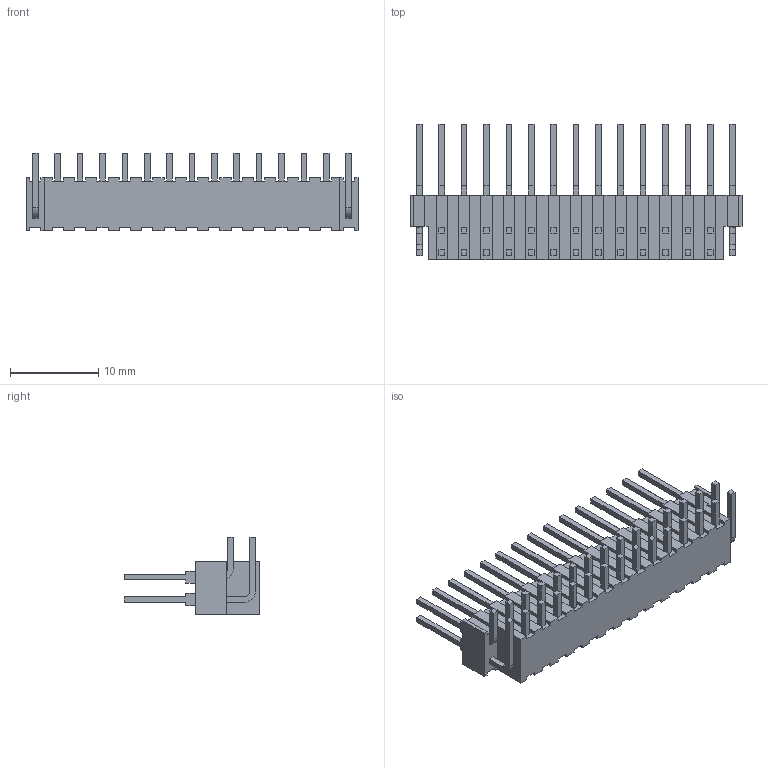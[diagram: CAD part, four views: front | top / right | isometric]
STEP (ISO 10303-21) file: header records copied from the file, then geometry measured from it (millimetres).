
FILE_DESCRIPTION(/* description */ (''),/* implementation_level */ '2;1');
FILE_NAME(/* name */ '1-86479-9 v1.step',/* time_stamp */ '2019-02-24T21:16:59+01:00',/* author */ ('r.varma'),/* organization */ (''),/* preprocessor_version */ 'ST-DEVELOPER v17.2',/* originating_system */ 'Autodesk Translation Framework v7.6.0.251',/* authorisation */ '');
FILE_SCHEMA (('AUTOMOTIVE_DESIGN { 1 0 10303 214 3 1 1 }'));
Length unit declared in the file: millimetre
Products named in the file (1): 1-86479-9
Bounding box: 37.69 x 15.42 x 8.84 mm (x, y, z)
Volume: 1636.2 mm3; surface area: 2138.1 mm2
Topology: 1 solids, 1 shells, 562 faces, 1500 edges, 1000 vertices
Faces by surface type: plane 554, cylinder 8
Entity records: 17173 total; most frequent: CARTESIAN_POINT 3063, ORIENTED_EDGE 3000, DIRECTION 2642, EDGE_CURVE 1500, LINE 1484, VECTOR 1484, VERTEX_POINT 1000, EDGE_LOOP 622
